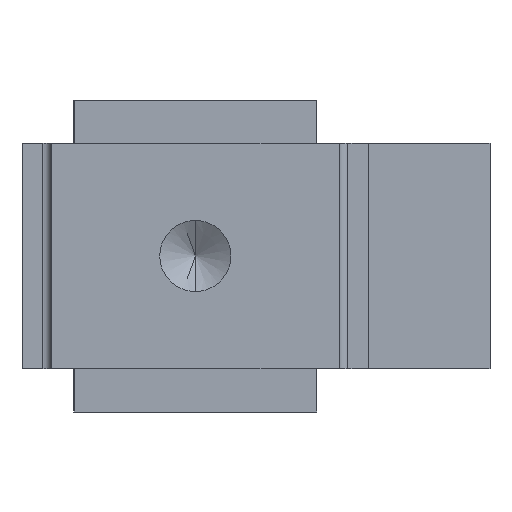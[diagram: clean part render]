
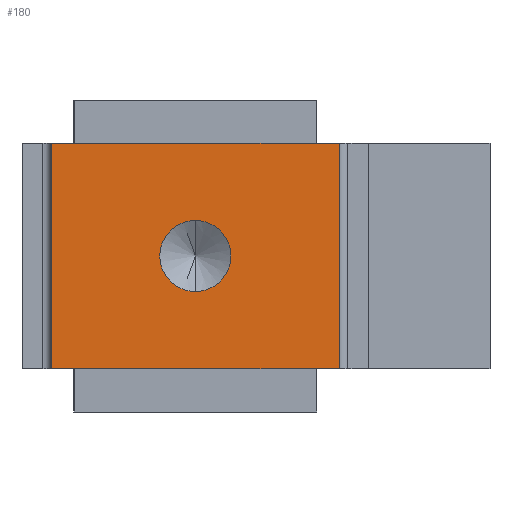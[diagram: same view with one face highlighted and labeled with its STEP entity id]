
A CAD part, front view. The second image highlights one B-rep face of the part: STEP entity #180.
In plain terms, the highlighted planar face has unit normal (0, -1, 0).
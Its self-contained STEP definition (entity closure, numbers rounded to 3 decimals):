
#44 = VERTEX_POINT ( 'NONE', #500 ) ;
#47 = VERTEX_POINT ( 'NONE', #520 ) ;
#54 = EDGE_CURVE ( 'NONE', #44, #47, #483, .T. ) ;
#69 = VERTEX_POINT ( 'NONE', #147 ) ;
#89 = VERTEX_POINT ( 'NONE', #606 ) ;
#105 = EDGE_CURVE ( 'NONE', #89, #69, #524, .T. ) ;
#145 = DIRECTION ( 'NONE',  ( 1., 0., 0. ) ) ;
#147 = CARTESIAN_POINT ( 'NONE',  ( 4.15, -24.01, 3.25 ) ) ;
#149 = VECTOR ( 'NONE', #145, 1000. ) ;
#153 = CARTESIAN_POINT ( 'NONE',  ( 0., -24.01, 3.25 ) ) ;
#165 = VERTEX_POINT ( 'NONE', #726 ) ;
#180 = ADVANCED_FACE ( 'NONE', ( #736, #901 ), #769, .F. ) ;
#182 = ORIENTED_EDGE ( 'NONE', *, *, #105, .F. ) ;
#184 = ORIENTED_EDGE ( 'NONE', *, *, #219, .T. ) ;
#185 = ORIENTED_EDGE ( 'NONE', *, *, #236, .F. ) ;
#217 = EDGE_CURVE ( 'NONE', #273, #165, #833, .T. ) ;
#219 = EDGE_CURVE ( 'NONE', #89, #273, #859, .T. ) ;
#236 = EDGE_CURVE ( 'NONE', #47, #44, #907, .T. ) ;
#246 = ORIENTED_EDGE ( 'NONE', *, *, #217, .T. ) ;
#247 = EDGE_LOOP ( 'NONE', ( #246, #262, #182, #184 ) ) ;
#260 = EDGE_CURVE ( 'NONE', #69, #165, #800, .T. ) ;
#262 = ORIENTED_EDGE ( 'NONE', *, *, #260, .F. ) ;
#273 = VERTEX_POINT ( 'NONE', #783 ) ;
#281 = ORIENTED_EDGE ( 'NONE', *, *, #54, .F. ) ;
#282 = EDGE_LOOP ( 'NONE', ( #185, #281 ) ) ;
#473 = AXIS2_PLACEMENT_3D ( 'NONE', #475, #554, #553 ) ;
#475 = CARTESIAN_POINT ( 'NONE',  ( 0., -24.01, 0. ) ) ;
#483 = CIRCLE ( 'NONE', #473, 1.025 ) ;
#500 = CARTESIAN_POINT ( 'NONE',  ( 0., -24.01, 1.025 ) ) ;
#520 = CARTESIAN_POINT ( 'NONE',  ( 0., -24.01, -1.025 ) ) ;
#524 = LINE ( 'NONE', #153, #149 ) ;
#553 = DIRECTION ( 'NONE',  ( 0., 0., -1. ) ) ;
#554 = DIRECTION ( 'NONE',  ( 0., -1., 0. ) ) ;
#606 = CARTESIAN_POINT ( 'NONE',  ( -4.15, -24.01, 3.25 ) ) ;
#726 = CARTESIAN_POINT ( 'NONE',  ( 4.15, -24.01, -3.25 ) ) ;
#736 = FACE_BOUND ( 'NONE', #282, .T. ) ;
#764 = DIRECTION ( 'NONE',  ( 0., 0., -1. ) ) ;
#765 = DIRECTION ( 'NONE',  ( 0., -1., 0. ) ) ;
#766 = AXIS2_PLACEMENT_3D ( 'NONE', #878, #765, #764 ) ;
#768 = AXIS2_PLACEMENT_3D ( 'NONE', #813, #812, #811 ) ;
#769 = PLANE ( 'NONE',  #768 ) ;
#783 = CARTESIAN_POINT ( 'NONE',  ( -4.15, -24.01, -3.25 ) ) ;
#797 = DIRECTION ( 'NONE',  ( 0., 0., -1. ) ) ;
#798 = VECTOR ( 'NONE', #797, 1000. ) ;
#799 = CARTESIAN_POINT ( 'NONE',  ( 4.15, -24.01, 3.25 ) ) ;
#800 = LINE ( 'NONE', #799, #798 ) ;
#811 = DIRECTION ( 'NONE',  ( -1., 0., 0. ) ) ;
#812 = DIRECTION ( 'NONE',  ( 0., 1., 0. ) ) ;
#813 = CARTESIAN_POINT ( 'NONE',  ( 0., -24.01, 3.25 ) ) ;
#833 = LINE ( 'NONE', #900, #899 ) ;
#859 = LINE ( 'NONE', #889, #886 ) ;
#878 = CARTESIAN_POINT ( 'NONE',  ( 0., -24.01, 0. ) ) ;
#885 = DIRECTION ( 'NONE',  ( 0., 0., -1. ) ) ;
#886 = VECTOR ( 'NONE', #885, 1000. ) ;
#889 = CARTESIAN_POINT ( 'NONE',  ( -4.15, -24.01, 3.25 ) ) ;
#898 = DIRECTION ( 'NONE',  ( 1., 0., 0. ) ) ;
#899 = VECTOR ( 'NONE', #898, 1000. ) ;
#900 = CARTESIAN_POINT ( 'NONE',  ( 0., -24.01, -3.25 ) ) ;
#901 = FACE_OUTER_BOUND ( 'NONE', #247, .T. ) ;
#907 = CIRCLE ( 'NONE', #766, 1.025 ) ;
